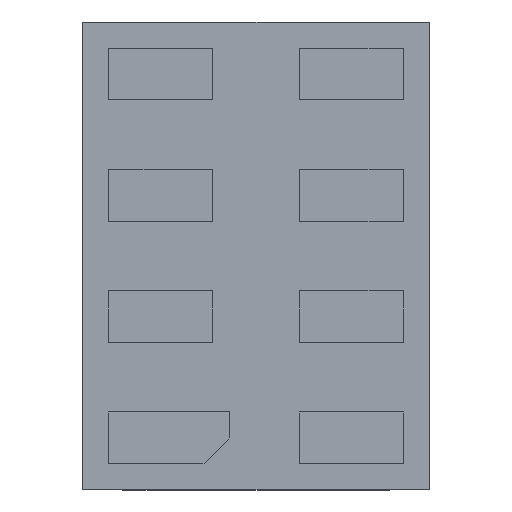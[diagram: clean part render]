
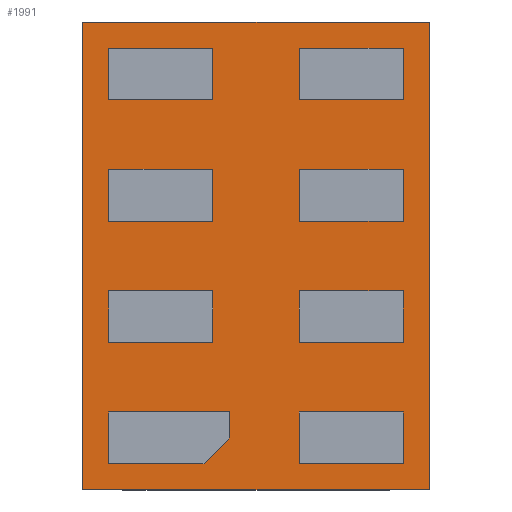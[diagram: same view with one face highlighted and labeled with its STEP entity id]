
A CAD part, front view. The second image highlights one B-rep face of the part: STEP entity #1991.
In plain terms, the highlighted planar face has unit normal (0, -1, 0).
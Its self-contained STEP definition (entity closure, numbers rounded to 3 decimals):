
#132 = VECTOR ( 'NONE', #558, 1000. ) ;
#431 = ORIENTED_EDGE ( 'NONE', *, *, #2821, .F. ) ;
#558 = DIRECTION ( 'NONE',  ( 0., 0., 1. ) ) ;
#645 = ORIENTED_EDGE ( 'NONE', *, *, #4795, .F. ) ;
#703 = VERTEX_POINT ( 'NONE', #737 ) ;
#737 = CARTESIAN_POINT ( 'NONE',  ( 0.5, 0.04, -0.675 ) ) ;
#791 = CARTESIAN_POINT ( 'NONE',  ( 0.5, 0.04, 0.675 ) ) ;
#1018 = VECTOR ( 'NONE', #2439, 1000. ) ;
#1039 = EDGE_CURVE ( 'NONE', #1703, #703, #1779, .T. ) ;
#1367 = VECTOR ( 'NONE', #4096, 1000. ) ;
#1422 = CARTESIAN_POINT ( 'NONE',  ( 0.5, 0.04, 0.675 ) ) ;
#1703 = VERTEX_POINT ( 'NONE', #1422 ) ;
#1779 = LINE ( 'NONE', #791, #1018 ) ;
#1958 = CARTESIAN_POINT ( 'NONE',  ( 0., 0.04, 0. ) ) ;
#1991 = ADVANCED_FACE ( 'NONE', ( #2840 ), #2694, .T. ) ;
#2078 = CARTESIAN_POINT ( 'NONE',  ( -0.5, 0.04, -0.675 ) ) ;
#2315 = CARTESIAN_POINT ( 'NONE',  ( -0.5, 0.04, 0.675 ) ) ;
#2415 = LINE ( 'NONE', #4960, #132 ) ;
#2439 = DIRECTION ( 'NONE',  ( 0., 0., -1. ) ) ;
#2443 = CARTESIAN_POINT ( 'NONE',  ( -0.5, 0.04, 0.675 ) ) ;
#2694 = PLANE ( 'NONE',  #5230 ) ;
#2821 = EDGE_CURVE ( 'NONE', #5158, #3113, #2415, .T. ) ;
#2840 = FACE_OUTER_BOUND ( 'NONE', #4822, .T. ) ;
#3113 = VERTEX_POINT ( 'NONE', #2315 ) ;
#3185 = DIRECTION ( 'NONE',  ( 0., -1., 0. ) ) ;
#3285 = CARTESIAN_POINT ( 'NONE',  ( -0.5, 0.04, -0.675 ) ) ;
#3586 = EDGE_CURVE ( 'NONE', #3113, #1703, #5171, .T. ) ;
#3602 = DIRECTION ( 'NONE',  ( 0., 0., -1. ) ) ;
#3613 = DIRECTION ( 'NONE',  ( 1., 0., 0. ) ) ;
#3899 = LINE ( 'NONE', #3285, #1367 ) ;
#3961 = VECTOR ( 'NONE', #3613, 1000. ) ;
#4049 = ORIENTED_EDGE ( 'NONE', *, *, #3586, .F. ) ;
#4096 = DIRECTION ( 'NONE',  ( -1., 0., 0. ) ) ;
#4647 = ORIENTED_EDGE ( 'NONE', *, *, #1039, .F. ) ;
#4795 = EDGE_CURVE ( 'NONE', #703, #5158, #3899, .T. ) ;
#4822 = EDGE_LOOP ( 'NONE', ( #4647, #4049, #431, #645 ) ) ;
#4960 = CARTESIAN_POINT ( 'NONE',  ( -0.5, 0.04, 0.675 ) ) ;
#5158 = VERTEX_POINT ( 'NONE', #2078 ) ;
#5171 = LINE ( 'NONE', #2443, #3961 ) ;
#5230 = AXIS2_PLACEMENT_3D ( 'NONE', #1958, #3185, #3602 ) ;
